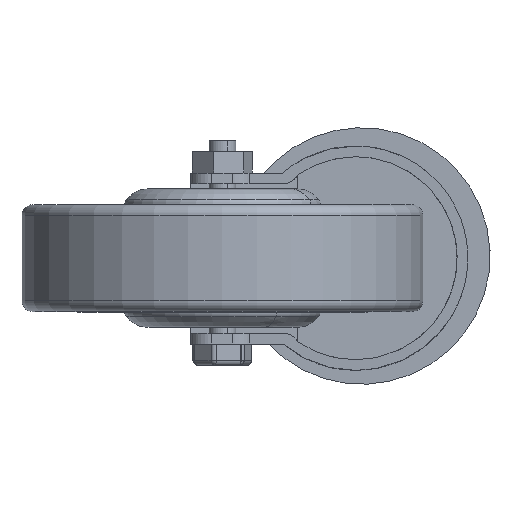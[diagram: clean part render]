
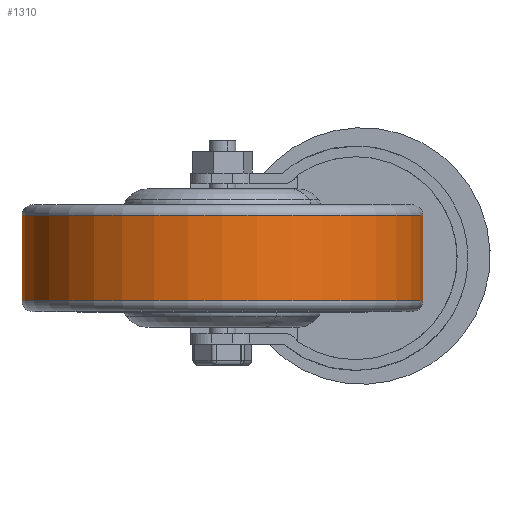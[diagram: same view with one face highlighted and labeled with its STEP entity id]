
A CAD part, front view. The second image highlights one B-rep face of the part: STEP entity #1310.
In plain terms, the highlighted cylindrical face has radius 37.5 mm (diameter 75 mm), a partial arc.
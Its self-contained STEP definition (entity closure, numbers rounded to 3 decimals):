
#209 = DIRECTION ( 'NONE',  ( 1., 0., 0. ) ) ;
#375 = AXIS2_PLACEMENT_3D ( 'NONE', #4946, #867, #2197 ) ;
#616 = DIRECTION ( 'NONE',  ( 0., 0., -1. ) ) ;
#867 = DIRECTION ( 'NONE',  ( 0., 0., -1. ) ) ;
#869 = CIRCLE ( 'NONE', #3867, 37.5 ) ;
#967 = DIRECTION ( 'NONE',  ( 0., 0., 1. ) ) ;
#1035 = VECTOR ( 'NONE', #2242, 1000. ) ;
#1039 = ORIENTED_EDGE ( 'NONE', *, *, #2761, .T. ) ;
#1162 = ORIENTED_EDGE ( 'NONE', *, *, #2272, .T. ) ;
#1266 = CARTESIAN_POINT ( 'NONE',  ( -59.625, 15.113, 18. ) ) ;
#1310 = ADVANCED_FACE ( 'NONE', ( #2484 ), #3754, .T. ) ;
#1362 = CARTESIAN_POINT ( 'NONE',  ( -22.125, 15.113, 18. ) ) ;
#1535 = VERTEX_POINT ( 'NONE', #2745 ) ;
#1602 = CARTESIAN_POINT ( 'NONE',  ( 15.375, 15.113, 18. ) ) ;
#2006 = EDGE_CURVE ( 'NONE', #4847, #1535, #4168, .T. ) ;
#2197 = DIRECTION ( 'NONE',  ( -1., 0., 0. ) ) ;
#2222 = DIRECTION ( 'NONE',  ( 1., 0., 0. ) ) ;
#2242 = DIRECTION ( 'NONE',  ( 0., 0., -1. ) ) ;
#2272 = EDGE_CURVE ( 'NONE', #2612, #1535, #869, .T. ) ;
#2315 = ORIENTED_EDGE ( 'NONE', *, *, #2633, .T. ) ;
#2484 = FACE_OUTER_BOUND ( 'NONE', #3931, .T. ) ;
#2490 = CARTESIAN_POINT ( 'NONE',  ( 15.375, 15.113, 20. ) ) ;
#2612 = VERTEX_POINT ( 'NONE', #3911 ) ;
#2618 = LINE ( 'NONE', #4267, #1035 ) ;
#2633 = EDGE_CURVE ( 'NONE', #4314, #2612, #2618, .T. ) ;
#2745 = CARTESIAN_POINT ( 'NONE',  ( 15.375, 15.113, 2. ) ) ;
#2761 = EDGE_CURVE ( 'NONE', #4847, #4314, #3342, .T. ) ;
#3342 = CIRCLE ( 'NONE', #3982, 37.5 ) ;
#3405 = DIRECTION ( 'NONE',  ( 0., 0., -1. ) ) ;
#3754 = CYLINDRICAL_SURFACE ( 'NONE', #375, 37.5 ) ;
#3867 = AXIS2_PLACEMENT_3D ( 'NONE', #4324, #967, #2222 ) ;
#3911 = CARTESIAN_POINT ( 'NONE',  ( -59.625, 15.113, 2. ) ) ;
#3931 = EDGE_LOOP ( 'NONE', ( #5183, #1039, #2315, #1162 ) ) ;
#3982 = AXIS2_PLACEMENT_3D ( 'NONE', #1362, #616, #209 ) ;
#4168 = LINE ( 'NONE', #2490, #4559 ) ;
#4267 = CARTESIAN_POINT ( 'NONE',  ( -59.625, 15.113, 20. ) ) ;
#4314 = VERTEX_POINT ( 'NONE', #1266 ) ;
#4324 = CARTESIAN_POINT ( 'NONE',  ( -22.125, 15.113, 2. ) ) ;
#4559 = VECTOR ( 'NONE', #3405, 1000. ) ;
#4847 = VERTEX_POINT ( 'NONE', #1602 ) ;
#4946 = CARTESIAN_POINT ( 'NONE',  ( -22.125, 15.113, 20. ) ) ;
#5183 = ORIENTED_EDGE ( 'NONE', *, *, #2006, .F. ) ;
